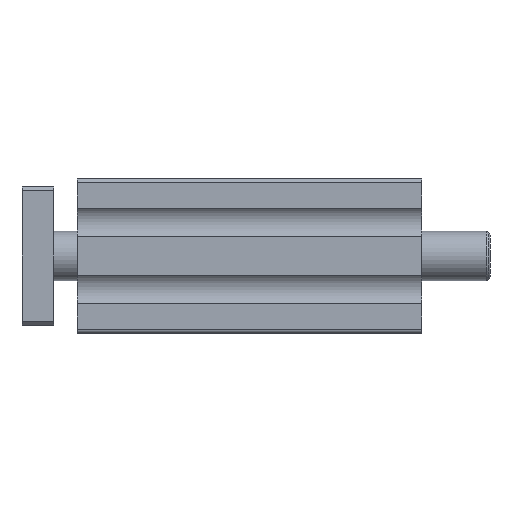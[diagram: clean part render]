
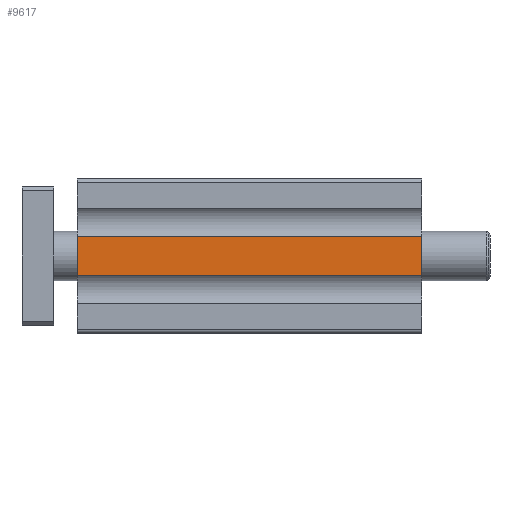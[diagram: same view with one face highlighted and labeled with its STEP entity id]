
A CAD part, front view. The second image highlights one B-rep face of the part: STEP entity #9617.
In plain terms, the highlighted planar face has unit normal (0, -1, 0).
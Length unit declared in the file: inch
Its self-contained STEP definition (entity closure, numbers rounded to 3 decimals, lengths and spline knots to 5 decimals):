
#395 = CARTESIAN_POINT ( 'NONE',  ( 0., -3.18898, 0.38815 ) ) ;
#1625 = DIRECTION ( 'NONE',  ( -1., 0., 0. ) ) ;
#1898 = EDGE_CURVE ( 'NONE', #9764, #3182, #7011, .T. ) ;
#1904 = ORIENTED_EDGE ( 'NONE', *, *, #13100, .F. ) ;
#2521 = AXIS2_PLACEMENT_3D ( 'NONE', #2696, #4160, #9454 ) ;
#2696 = CARTESIAN_POINT ( 'NONE',  ( 6.85039, -3.18898, 0.38815 ) ) ;
#2992 = LINE ( 'NONE', #9553, #7778 ) ;
#3182 = VERTEX_POINT ( 'NONE', #395 ) ;
#3232 = VECTOR ( 'NONE', #13517, 39.37008 ) ;
#3575 = VECTOR ( 'NONE', #1625, 39.37008 ) ;
#3599 = CARTESIAN_POINT ( 'NONE',  ( 0., -3.18898, 0.38815 ) ) ;
#3743 = PLANE ( 'NONE',  #2521 ) ;
#4160 = DIRECTION ( 'NONE',  ( 0., 1., 0. ) ) ;
#4239 = CARTESIAN_POINT ( 'NONE',  ( 0., -3.18898, -0.38815 ) ) ;
#4600 = LINE ( 'NONE', #3599, #3232 ) ;
#5037 = DIRECTION ( 'NONE',  ( 0., 0., -1. ) ) ;
#6036 = CARTESIAN_POINT ( 'NONE',  ( 6.85039, -3.18898, 0.38815 ) ) ;
#6487 = EDGE_LOOP ( 'NONE', ( #12883, #1904, #9928, #11941 ) ) ;
#7011 = LINE ( 'NONE', #12518, #3575 ) ;
#7778 = VECTOR ( 'NONE', #8477, 39.37008 ) ;
#7823 = VECTOR ( 'NONE', #5037, 39.37008 ) ;
#8180 = LINE ( 'NONE', #6036, #7823 ) ;
#8477 = DIRECTION ( 'NONE',  ( -1., 0., 0. ) ) ;
#9454 = DIRECTION ( 'NONE',  ( 1., 0., 0. ) ) ;
#9553 = CARTESIAN_POINT ( 'NONE',  ( 6.85039, -3.18898, -0.38815 ) ) ;
#9617 = ADVANCED_FACE ( 'NONE', ( #12458 ), #3743, .F. ) ;
#9757 = CARTESIAN_POINT ( 'NONE',  ( 6.85039, -3.18898, -0.38815 ) ) ;
#9764 = VERTEX_POINT ( 'NONE', #14076 ) ;
#9928 = ORIENTED_EDGE ( 'NONE', *, *, #10546, .F. ) ;
#10233 = VERTEX_POINT ( 'NONE', #9757 ) ;
#10546 = EDGE_CURVE ( 'NONE', #9764, #10233, #8180, .T. ) ;
#10609 = VERTEX_POINT ( 'NONE', #4239 ) ;
#11941 = ORIENTED_EDGE ( 'NONE', *, *, #1898, .T. ) ;
#12458 = FACE_OUTER_BOUND ( 'NONE', #6487, .T. ) ;
#12518 = CARTESIAN_POINT ( 'NONE',  ( 6.85039, -3.18898, 0.38815 ) ) ;
#12883 = ORIENTED_EDGE ( 'NONE', *, *, #13195, .T. ) ;
#13100 = EDGE_CURVE ( 'NONE', #10233, #10609, #2992, .T. ) ;
#13195 = EDGE_CURVE ( 'NONE', #3182, #10609, #4600, .T. ) ;
#13517 = DIRECTION ( 'NONE',  ( 0., 0., -1. ) ) ;
#14076 = CARTESIAN_POINT ( 'NONE',  ( 6.85039, -3.18898, 0.38815 ) ) ;
